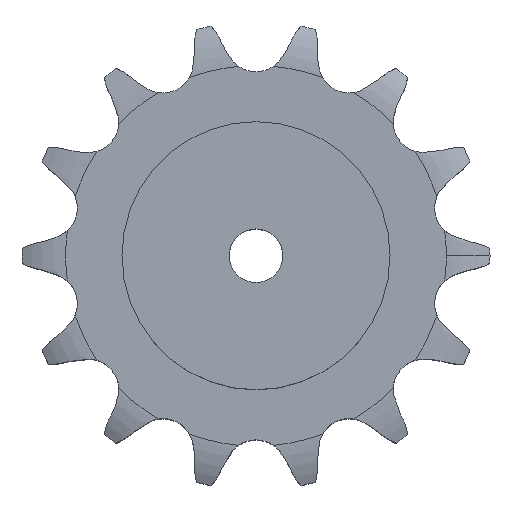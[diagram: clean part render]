
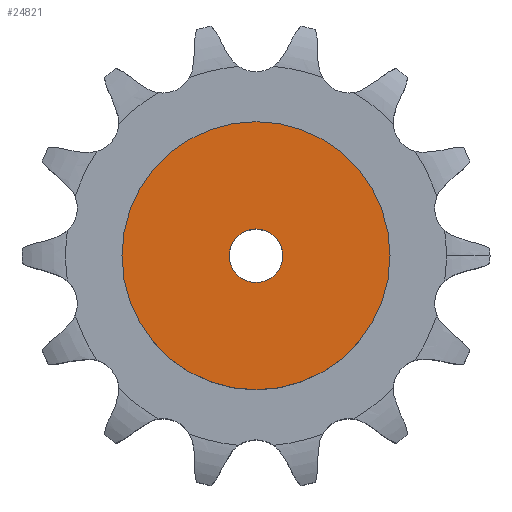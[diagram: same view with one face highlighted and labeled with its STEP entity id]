
A CAD part, top view. The second image highlights one B-rep face of the part: STEP entity #24821.
In plain terms, the highlighted planar face has unit normal (0, 0, 1).
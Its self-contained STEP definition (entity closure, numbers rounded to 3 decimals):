
#13305 = CYLINDRICAL_SURFACE('',#13306,12.5);
#13306 = AXIS2_PLACEMENT_3D('',#13307,#13308,#13309);
#13307 = CARTESIAN_POINT('',(0.,0.,365.177));
#13308 = DIRECTION('',(0.,0.,1.));
#13309 = DIRECTION('',(1.,0.,0.));
#16909 = EDGE_CURVE('',#16910,#16910,#16912,.T.);
#16910 = VERTEX_POINT('',#16911);
#16911 = CARTESIAN_POINT('',(12.5,0.,120.));
#16912 = SURFACE_CURVE('',#16913,(#16918,#16925),.PCURVE_S1.);
#16913 = CIRCLE('',#16914,12.5);
#16914 = AXIS2_PLACEMENT_3D('',#16915,#16916,#16917);
#16915 = CARTESIAN_POINT('',(0.,0.,120.));
#16916 = DIRECTION('',(0.,0.,1.));
#16917 = DIRECTION('',(1.,0.,0.));
#16918 = PCURVE('',#13305,#16919);
#16919 = DEFINITIONAL_REPRESENTATION('',(#16920),#16924);
#16920 = LINE('',#16921,#16922);
#16921 = CARTESIAN_POINT('',(0.,-245.177));
#16922 = VECTOR('',#16923,1.);
#16923 = DIRECTION('',(1.,0.));
#16924 = ( GEOMETRIC_REPRESENTATION_CONTEXT(2) 
PARAMETRIC_REPRESENTATION_CONTEXT() REPRESENTATION_CONTEXT('2D SPACE',''
  ) );
#16925 = PCURVE('',#16926,#16931);
#16926 = PLANE('',#16927);
#16927 = AXIS2_PLACEMENT_3D('',#16928,#16929,#16930);
#16928 = CARTESIAN_POINT('',(0.,0.,120.
    ));
#16929 = DIRECTION('',(0.,0.,1.));
#16930 = DIRECTION('',(1.,0.,0.));
#16931 = DEFINITIONAL_REPRESENTATION('',(#16932),#16936);
#16932 = CIRCLE('',#16933,12.5);
#16933 = AXIS2_PLACEMENT_2D('',#16934,#16935);
#16934 = CARTESIAN_POINT('',(0.,0.));
#16935 = DIRECTION('',(1.,0.));
#16936 = ( GEOMETRIC_REPRESENTATION_CONTEXT(2) 
PARAMETRIC_REPRESENTATION_CONTEXT() REPRESENTATION_CONTEXT('2D SPACE',''
  ) );
#24821 = ADVANCED_FACE('',(#24822,#24853),#16926,.T.);
#24822 = FACE_BOUND('',#24823,.T.);
#24823 = EDGE_LOOP('',(#24824));
#24824 = ORIENTED_EDGE('',*,*,#24825,.T.);
#24825 = EDGE_CURVE('',#24826,#24826,#24828,.T.);
#24826 = VERTEX_POINT('',#24827);
#24827 = CARTESIAN_POINT('',(62.5,0.,120.));
#24828 = SURFACE_CURVE('',#24829,(#24834,#24841),.PCURVE_S1.);
#24829 = CIRCLE('',#24830,62.5);
#24830 = AXIS2_PLACEMENT_3D('',#24831,#24832,#24833);
#24831 = CARTESIAN_POINT('',(0.,0.,120.));
#24832 = DIRECTION('',(0.,0.,1.));
#24833 = DIRECTION('',(1.,0.,0.));
#24834 = PCURVE('',#16926,#24835);
#24835 = DEFINITIONAL_REPRESENTATION('',(#24836),#24840);
#24836 = CIRCLE('',#24837,62.5);
#24837 = AXIS2_PLACEMENT_2D('',#24838,#24839);
#24838 = CARTESIAN_POINT('',(0.,0.));
#24839 = DIRECTION('',(1.,0.));
#24840 = ( GEOMETRIC_REPRESENTATION_CONTEXT(2) 
PARAMETRIC_REPRESENTATION_CONTEXT() REPRESENTATION_CONTEXT('2D SPACE',''
  ) );
#24841 = PCURVE('',#24842,#24847);
#24842 = CYLINDRICAL_SURFACE('',#24843,62.5);
#24843 = AXIS2_PLACEMENT_3D('',#24844,#24845,#24846);
#24844 = CARTESIAN_POINT('',(0.,0.,0.));
#24845 = DIRECTION('',(-0.,-0.,-1.));
#24846 = DIRECTION('',(1.,0.,0.));
#24847 = DEFINITIONAL_REPRESENTATION('',(#24848),#24852);
#24848 = LINE('',#24849,#24850);
#24849 = CARTESIAN_POINT('',(-0.,-120.));
#24850 = VECTOR('',#24851,1.);
#24851 = DIRECTION('',(-1.,0.));
#24852 = ( GEOMETRIC_REPRESENTATION_CONTEXT(2) 
PARAMETRIC_REPRESENTATION_CONTEXT() REPRESENTATION_CONTEXT('2D SPACE',''
  ) );
#24853 = FACE_BOUND('',#24854,.T.);
#24854 = EDGE_LOOP('',(#24855));
#24855 = ORIENTED_EDGE('',*,*,#16909,.F.);
